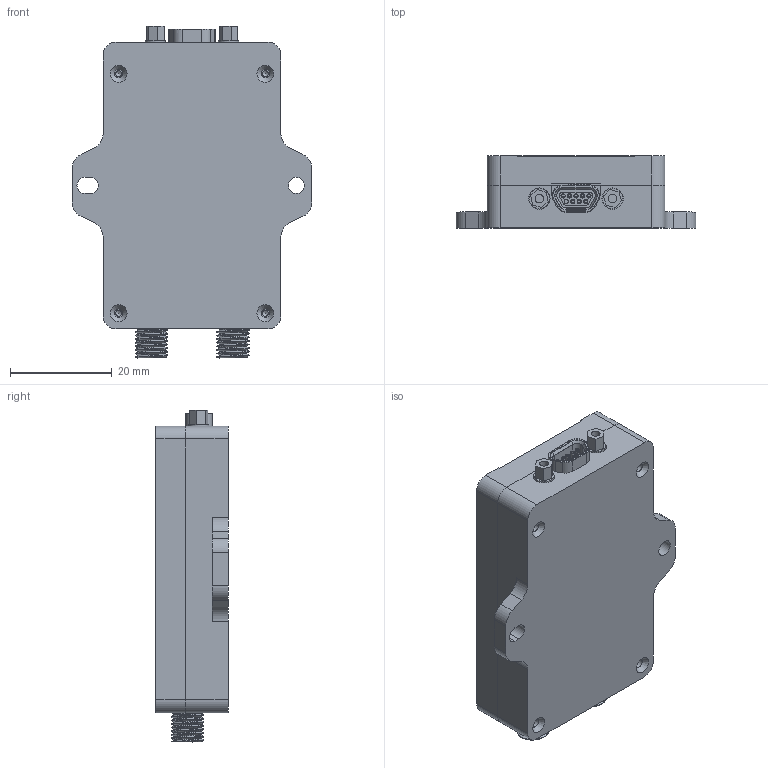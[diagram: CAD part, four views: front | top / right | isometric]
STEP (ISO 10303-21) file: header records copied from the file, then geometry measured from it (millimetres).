
FILE_DESCRIPTION(/* description */ (''),/* implementation_level */ '2;1');
FILE_NAME(/* name */ 'RTK ASSEMBLY.stp',/* time_stamp */ '2020-08-18T14:58:57-04:00',/* author */ ('300861'),/* organization */ (''),/* preprocessor_version */ 'ST-DEVELOPER v17.2',/* originating_system */ 'Autodesk Inventor 2019',/* authorisation */ '');
FILE_SCHEMA (('AUTOMOTIVE_DESIGN { 1 0 10303 214 3 1 1 }'));
Products named in the file (7): RTK ASSY; RTKCase; 3035-7314_REVA2 [RTK PCB]; RTKLid; 9104-0011; PLPC2-125 LIGHT PIPE; MicroSD Mock
Assembly tree (7 placements, depth 2):
  RTK ASSY
    RTKCase
    3035-7314_REVA2 [RTK PCB]
    RTKLid
    9104-0011  x2
    PLPC2-125 LIGHT PIPE
    MicroSD Mock
Bounding box: 47.09 x 14.22 x 65.2 mm (x, y, z)
Volume: 10338 mm3; surface area: 16293.8 mm2
Topology: 31 solids, 31 shells, 1757 faces, 4236 edges, 2502 vertices
Faces by surface type: cylinder 743, plane 610, torus 224, sphere 74, bspline 64, cone 42
Full cylindrical faces by diameter (mm): 0.584 x7, 0.76 x2, 0.813 x16, 0.965 x7, 0.991 x9, 1.194 x4, 1.3 x4, 1.702 x6, 1.9 x1, 1.994 x1, 2.184 x2, 2.413 x2, 2.794 x4, 2.946 x2, 3.175 x3, 3.988 x2, 4.064 x4, 4.191 x2, 5.304 x6, 6.35 x14
Entity records: 63290 total; most frequent: CARTESIAN_POINT 21889, DIRECTION 9120, ORIENTED_EDGE 8212, EDGE_CURVE 4106, AXIS2_PLACEMENT_3D 3463, VERTEX_POINT 2474, LINE 2194, VECTOR 2194
